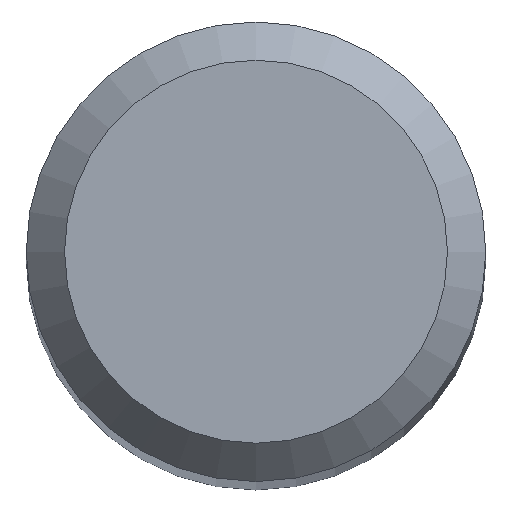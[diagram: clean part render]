
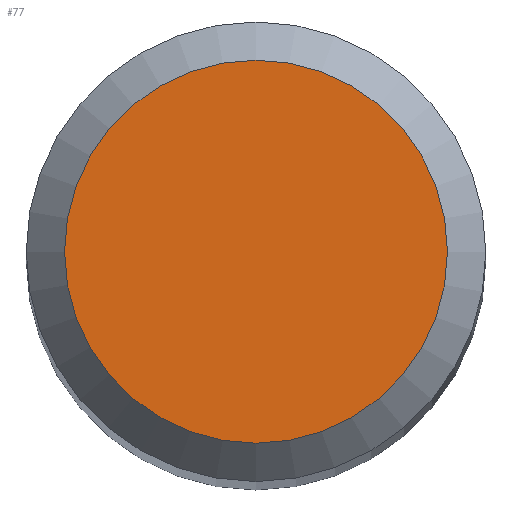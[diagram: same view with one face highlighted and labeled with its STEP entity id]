
A CAD part, top view. The second image highlights one B-rep face of the part: STEP entity #77.
In plain terms, the highlighted planar face has unit normal (0, 0, 1).
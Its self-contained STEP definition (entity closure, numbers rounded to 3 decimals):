
#11 = EDGE_LOOP ( 'NONE', ( #60 ) ) ;
#12 = CARTESIAN_POINT ( 'NONE',  ( 0., 0., 80. ) ) ;
#26 = CARTESIAN_POINT ( 'NONE',  ( 0., 0., 80. ) ) ;
#60 = ORIENTED_EDGE ( 'NONE', *, *, #68, .F. ) ;
#68 = EDGE_CURVE ( 'NONE', #239, #239, #211, .T. ) ;
#77 = ADVANCED_FACE ( 'NONE', ( #78 ), #194, .F. ) ;
#78 = FACE_OUTER_BOUND ( 'NONE', #11, .T. ) ;
#98 = AXIS2_PLACEMENT_3D ( 'NONE', #26, #236, #117 ) ;
#117 = DIRECTION ( 'NONE',  ( 0., 1., 0. ) ) ;
#139 = DIRECTION ( 'NONE',  ( 0., 1., 0. ) ) ;
#140 = CARTESIAN_POINT ( 'NONE',  ( 0., 2.5, 80. ) ) ;
#153 = DIRECTION ( 'NONE',  ( 0., 0., -1. ) ) ;
#168 = AXIS2_PLACEMENT_3D ( 'NONE', #12, #153, #139 ) ;
#194 = PLANE ( 'NONE',  #168 ) ;
#211 = CIRCLE ( 'NONE', #98, 2.5 ) ;
#236 = DIRECTION ( 'NONE',  ( 0., 0., -1. ) ) ;
#239 = VERTEX_POINT ( 'NONE', #140 ) ;
